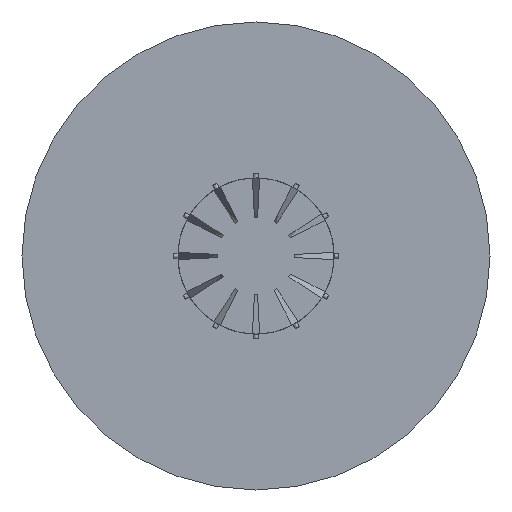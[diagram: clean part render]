
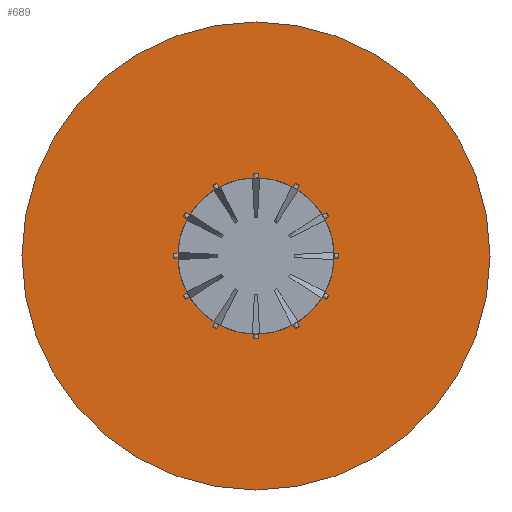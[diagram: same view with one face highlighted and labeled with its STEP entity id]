
A CAD part, left-side view. The second image highlights one B-rep face of the part: STEP entity #689.
In plain terms, the highlighted planar face has unit normal (-1, 0, 0).
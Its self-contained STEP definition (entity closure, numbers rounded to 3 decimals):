
#17 = AXIS2_PLACEMENT_3D ( 'NONE', #2868, #734, #671 ) ;
#160 = FACE_BOUND ( 'NONE', #1556, .T. ) ;
#312 = VERTEX_POINT ( 'NONE', #1711 ) ;
#366 = CIRCLE ( 'NONE', #818, 50. ) ;
#379 = CARTESIAN_POINT ( 'NONE',  ( 67., 0., 0. ) ) ;
#508 = DIRECTION ( 'NONE',  ( -1., 0., 0. ) ) ;
#523 = CIRCLE ( 'NONE', #2440, 150. ) ;
#536 = CARTESIAN_POINT ( 'NONE',  ( 67., 0., 50. ) ) ;
#663 = CARTESIAN_POINT ( 'NONE',  ( 67., 0., 150. ) ) ;
#671 = DIRECTION ( 'NONE',  ( 0., 0., 1. ) ) ;
#689 = ADVANCED_FACE ( 'NONE', ( #160, #1803 ), #1484, .F. ) ;
#734 = DIRECTION ( 'NONE',  ( -1., 0., 0. ) ) ;
#818 = AXIS2_PLACEMENT_3D ( 'NONE', #2239, #1649, #1439 ) ;
#1056 = DIRECTION ( 'NONE',  ( 0., 0., 1. ) ) ;
#1140 = DIRECTION ( 'NONE',  ( -1., 0., 0. ) ) ;
#1252 = AXIS2_PLACEMENT_3D ( 'NONE', #379, #1140, #2747 ) ;
#1304 = VERTEX_POINT ( 'NONE', #663 ) ;
#1322 = CARTESIAN_POINT ( 'NONE',  ( 67., 0., 0. ) ) ;
#1364 = EDGE_LOOP ( 'NONE', ( #1830, #1587 ) ) ;
#1439 = DIRECTION ( 'NONE',  ( 0., 0., 1. ) ) ;
#1467 = DIRECTION ( 'NONE',  ( 1., 0., 0. ) ) ;
#1484 = PLANE ( 'NONE',  #3205 ) ;
#1546 = CIRCLE ( 'NONE', #17, 50. ) ;
#1556 = EDGE_LOOP ( 'NONE', ( #1697, #2365 ) ) ;
#1587 = ORIENTED_EDGE ( 'NONE', *, *, #2820, .T. ) ;
#1649 = DIRECTION ( 'NONE',  ( -1., 0., 0. ) ) ;
#1697 = ORIENTED_EDGE ( 'NONE', *, *, #3460, .F. ) ;
#1711 = CARTESIAN_POINT ( 'NONE',  ( 67., 0., -150. ) ) ;
#1756 = CIRCLE ( 'NONE', #1252, 150. ) ;
#1766 = DIRECTION ( 'NONE',  ( 0., 0., -1. ) ) ;
#1803 = FACE_OUTER_BOUND ( 'NONE', #1364, .T. ) ;
#1830 = ORIENTED_EDGE ( 'NONE', *, *, #2360, .T. ) ;
#2239 = CARTESIAN_POINT ( 'NONE',  ( 67., 0., 0. ) ) ;
#2309 = CARTESIAN_POINT ( 'NONE',  ( 67., 50., 0. ) ) ;
#2346 = CARTESIAN_POINT ( 'NONE',  ( 67., 0., -50. ) ) ;
#2360 = EDGE_CURVE ( 'NONE', #1304, #312, #1756, .T. ) ;
#2365 = ORIENTED_EDGE ( 'NONE', *, *, #3026, .F. ) ;
#2440 = AXIS2_PLACEMENT_3D ( 'NONE', #1322, #508, #1056 ) ;
#2747 = DIRECTION ( 'NONE',  ( 0., 0., 1. ) ) ;
#2755 = VERTEX_POINT ( 'NONE', #2346 ) ;
#2820 = EDGE_CURVE ( 'NONE', #312, #1304, #523, .T. ) ;
#2868 = CARTESIAN_POINT ( 'NONE',  ( 67., 0., 0. ) ) ;
#3026 = EDGE_CURVE ( 'NONE', #2755, #3154, #1546, .T. ) ;
#3154 = VERTEX_POINT ( 'NONE', #536 ) ;
#3205 = AXIS2_PLACEMENT_3D ( 'NONE', #2309, #1467, #1766 ) ;
#3460 = EDGE_CURVE ( 'NONE', #3154, #2755, #366, .T. ) ;
